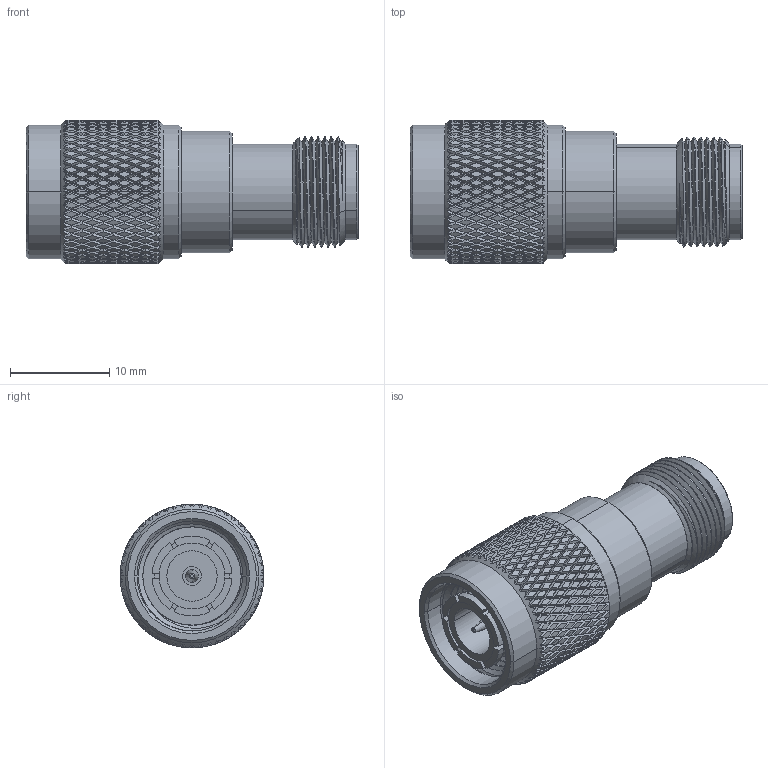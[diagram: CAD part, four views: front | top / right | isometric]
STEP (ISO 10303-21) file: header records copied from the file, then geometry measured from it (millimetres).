
FILE_DESCRIPTION (( 'STEP AP203' ), '1' );
FILE_NAME ('PE91203.step', '2019-07-18T20:21:08', ( '' ), ( '' ), 'SwSTEP 2.0', 'SolidWorks 2018', '' );
FILE_SCHEMA (( 'CONFIG_CONTROL_DESIGN' ));
Products named in the file (1): PE91203
Bounding box: 33.53 x 14.5 x 14.5 mm (x, y, z)
Volume: 3125 mm3; surface area: 3081.9 mm2
Topology: 2 solids, 2 shells, 2689 faces, 5727 edges, 3054 vertices
Faces by surface type: bspline 2008, cylinder 590, plane 53, cone 38
Entity records: 104367 total; most frequent: CARTESIAN_POINT 69330, ORIENTED_EDGE 11454, EDGE_CURVE 5727, VERTEX_POINT 3054, EDGE_LOOP 2703, FACE_OUTER_BOUND 2689, ADVANCED_FACE 2689, B_SPLINE_CURVE_WITH_KNOTS 2310
